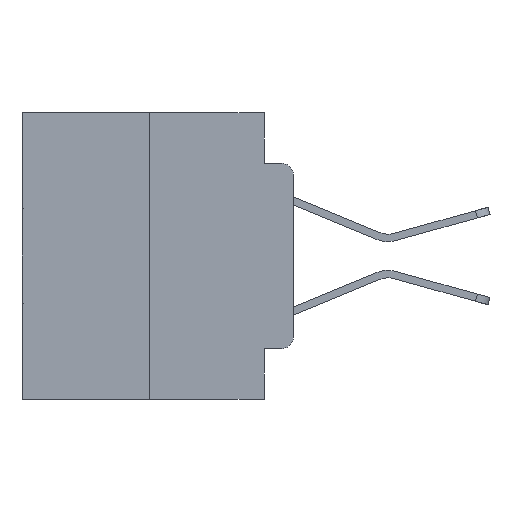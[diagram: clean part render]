
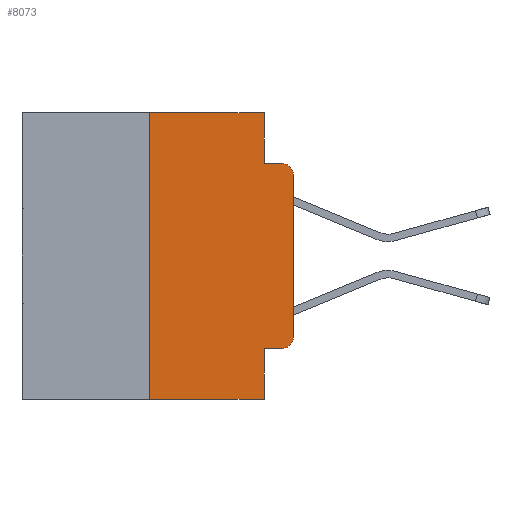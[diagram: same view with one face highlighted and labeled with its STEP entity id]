
A CAD part, left-side view. The second image highlights one B-rep face of the part: STEP entity #8073.
In plain terms, the highlighted planar face has unit normal (-1, 0, 0).
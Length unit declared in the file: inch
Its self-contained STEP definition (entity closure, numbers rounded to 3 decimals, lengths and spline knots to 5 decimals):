
#205 = ORIENTED_EDGE ( 'NONE', *, *, #13175, .F. ) ;
#1464 = DIRECTION ( 'NONE',  ( 0., 0., -1. ) ) ;
#1844 = ORIENTED_EDGE ( 'NONE', *, *, #12914, .F. ) ;
#2019 = CARTESIAN_POINT ( 'NONE',  ( 0., 0.051, -0.0885 ) ) ;
#2483 = VECTOR ( 'NONE', #8920, 39.37008 ) ;
#3545 = CARTESIAN_POINT ( 'NONE',  ( 0., 0.051, 0. ) ) ;
#3943 = EDGE_CURVE ( 'NONE', #5627, #29272, #24391, .T. ) ;
#4412 = DIRECTION ( 'NONE',  ( 0., -1., 0. ) ) ;
#5224 = VECTOR ( 'NONE', #13229, 39.37008 ) ;
#5604 = DIRECTION ( 'NONE',  ( 0., 0., 1. ) ) ;
#5627 = VERTEX_POINT ( 'NONE', #10589 ) ;
#5785 = VECTOR ( 'NONE', #5604, 39.37008 ) ;
#5956 = LINE ( 'NONE', #10950, #5224 ) ;
#5967 = DIRECTION ( 'NONE',  ( 0., 0., -1. ) ) ;
#6016 = VECTOR ( 'NONE', #17387, 39.37008 ) ;
#6207 = FACE_OUTER_BOUND ( 'NONE', #26715, .T. ) ;
#6567 = CIRCLE ( 'NONE', #16302, 0.02 ) ;
#6955 = CARTESIAN_POINT ( 'NONE',  ( 0., 0.051, 0. ) ) ;
#7060 = CARTESIAN_POINT ( 'NONE',  ( 0., 0.25, 0. ) ) ;
#7237 = CARTESIAN_POINT ( 'NONE',  ( 0., 0.473, 0. ) ) ;
#7556 = DIRECTION ( 'NONE',  ( 0., -1., 0. ) ) ;
#8073 = ADVANCED_FACE ( 'NONE', ( #6207 ), #28403, .F. ) ;
#8143 = DIRECTION ( 'NONE',  ( 0., -1., 0. ) ) ;
#8295 = EDGE_CURVE ( 'NONE', #25710, #16330, #11666, .T. ) ;
#8523 = CARTESIAN_POINT ( 'NONE',  ( 0., 0.02, -0.0885 ) ) ;
#8549 = VERTEX_POINT ( 'NONE', #9910 ) ;
#8920 = DIRECTION ( 'NONE',  ( 0., 0., 1. ) ) ;
#8982 = VERTEX_POINT ( 'NONE', #6955 ) ;
#9258 = DIRECTION ( 'NONE',  ( -1., 0., 0. ) ) ;
#9766 = LINE ( 'NONE', #21677, #26226 ) ;
#9799 = CARTESIAN_POINT ( 'NONE',  ( 0., 0.051, -0.0885 ) ) ;
#9910 = CARTESIAN_POINT ( 'NONE',  ( 0., 0.02, -0.4115 ) ) ;
#10557 = AXIS2_PLACEMENT_3D ( 'NONE', #17327, #19575, #5967 ) ;
#10589 = CARTESIAN_POINT ( 'NONE',  ( 0., 0.25, -0.5 ) ) ;
#10660 = CARTESIAN_POINT ( 'NONE',  ( 0., 0.051, -0.4115 ) ) ;
#10941 = VECTOR ( 'NONE', #4412, 39.37008 ) ;
#10950 = CARTESIAN_POINT ( 'NONE',  ( 0., 0.051, 0. ) ) ;
#11085 = CARTESIAN_POINT ( 'NONE',  ( 0., 0., -0.1085 ) ) ;
#11503 = VERTEX_POINT ( 'NONE', #24746 ) ;
#11666 = LINE ( 'NONE', #2019, #10941 ) ;
#11958 = EDGE_CURVE ( 'NONE', #19624, #29272, #19533, .T. ) ;
#12236 = ORIENTED_EDGE ( 'NONE', *, *, #8295, .F. ) ;
#12295 = VERTEX_POINT ( 'NONE', #11085 ) ;
#12914 = EDGE_CURVE ( 'NONE', #8982, #25710, #5956, .T. ) ;
#13175 = EDGE_CURVE ( 'NONE', #27723, #8982, #16329, .T. ) ;
#13229 = DIRECTION ( 'NONE',  ( 0., 0., -1. ) ) ;
#13351 = LINE ( 'NONE', #23659, #5785 ) ;
#13626 = ORIENTED_EDGE ( 'NONE', *, *, #23051, .T. ) ;
#13797 = ORIENTED_EDGE ( 'NONE', *, *, #3943, .T. ) ;
#15035 = ORIENTED_EDGE ( 'NONE', *, *, #17412, .F. ) ;
#15341 = DIRECTION ( 'NONE',  ( -1., 0., 0. ) ) ;
#15681 = CARTESIAN_POINT ( 'NONE',  ( 0., 0., 0. ) ) ;
#16302 = AXIS2_PLACEMENT_3D ( 'NONE', #22777, #9258, #24974 ) ;
#16329 = LINE ( 'NONE', #7237, #21570 ) ;
#16330 = VERTEX_POINT ( 'NONE', #8523 ) ;
#17327 = CARTESIAN_POINT ( 'NONE',  ( 0., 0.473, 0. ) ) ;
#17387 = DIRECTION ( 'NONE',  ( 0., 0., -1. ) ) ;
#17412 = EDGE_CURVE ( 'NONE', #5627, #27723, #13351, .T. ) ;
#17592 = ORIENTED_EDGE ( 'NONE', *, *, #11958, .F. ) ;
#17726 = VECTOR ( 'NONE', #7556, 39.37008 ) ;
#17962 = EDGE_CURVE ( 'NONE', #19624, #8549, #9766, .T. ) ;
#19533 = LINE ( 'NONE', #3545, #6016 ) ;
#19575 = DIRECTION ( 'NONE',  ( 1., 0., 0. ) ) ;
#19624 = VERTEX_POINT ( 'NONE', #10660 ) ;
#20064 = CARTESIAN_POINT ( 'NONE',  ( 0., 0.473, -0.5 ) ) ;
#20783 = DIRECTION ( 'NONE',  ( 0., -1., 0. ) ) ;
#21570 = VECTOR ( 'NONE', #20783, 39.37008 ) ;
#21677 = CARTESIAN_POINT ( 'NONE',  ( 0., 0.051, -0.4115 ) ) ;
#22181 = ORIENTED_EDGE ( 'NONE', *, *, #22508, .T. ) ;
#22390 = AXIS2_PLACEMENT_3D ( 'NONE', #28667, #15341, #1464 ) ;
#22508 = EDGE_CURVE ( 'NONE', #8549, #11503, #6567, .T. ) ;
#22777 = CARTESIAN_POINT ( 'NONE',  ( 0., 0.02, -0.3915 ) ) ;
#23051 = EDGE_CURVE ( 'NONE', #11503, #12295, #26653, .T. ) ;
#23659 = CARTESIAN_POINT ( 'NONE',  ( 0., 0.25, 0. ) ) ;
#24391 = LINE ( 'NONE', #20064, #17726 ) ;
#24746 = CARTESIAN_POINT ( 'NONE',  ( 0., 0., -0.3915 ) ) ;
#24974 = DIRECTION ( 'NONE',  ( 0., 0., -1. ) ) ;
#25710 = VERTEX_POINT ( 'NONE', #9799 ) ;
#26226 = VECTOR ( 'NONE', #8143, 39.37008 ) ;
#26340 = CARTESIAN_POINT ( 'NONE',  ( 0., 0.051, -0.5 ) ) ;
#26653 = LINE ( 'NONE', #15681, #2483 ) ;
#26715 = EDGE_LOOP ( 'NONE', ( #13626, #29415, #12236, #1844, #205, #15035, #13797, #17592, #28071, #22181 ) ) ;
#27462 = EDGE_CURVE ( 'NONE', #12295, #16330, #28848, .T. ) ;
#27723 = VERTEX_POINT ( 'NONE', #7060 ) ;
#28071 = ORIENTED_EDGE ( 'NONE', *, *, #17962, .T. ) ;
#28403 = PLANE ( 'NONE',  #10557 ) ;
#28667 = CARTESIAN_POINT ( 'NONE',  ( 0., 0.02, -0.1085 ) ) ;
#28848 = CIRCLE ( 'NONE', #22390, 0.02 ) ;
#29272 = VERTEX_POINT ( 'NONE', #26340 ) ;
#29415 = ORIENTED_EDGE ( 'NONE', *, *, #27462, .T. ) ;
